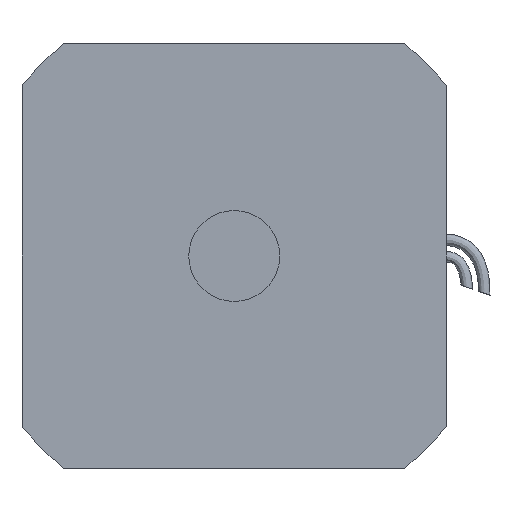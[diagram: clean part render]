
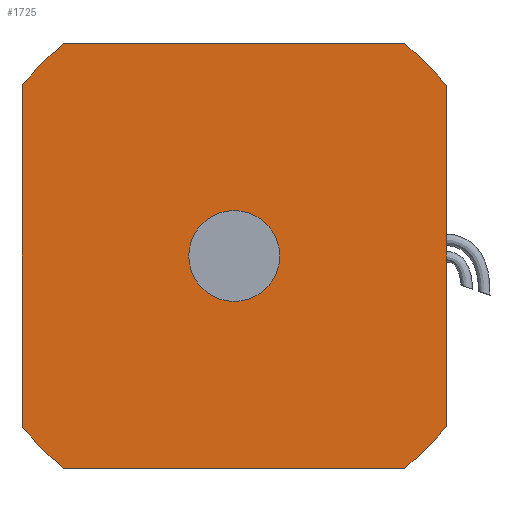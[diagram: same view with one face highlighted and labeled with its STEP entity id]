
A CAD part, front view. The second image highlights one B-rep face of the part: STEP entity #1725.
In plain terms, the highlighted planar face has unit normal (0, -1, 0).
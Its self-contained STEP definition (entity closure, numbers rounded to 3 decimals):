
#99 = DIRECTION ( 'NONE',  ( 0., 0., -1. ) ) ;
#139 = FACE_BOUND ( 'NONE', #3489, .T. ) ;
#190 = VERTEX_POINT ( 'NONE', #2248 ) ;
#245 = DIRECTION ( 'NONE',  ( 1., 0., 0. ) ) ;
#261 = CIRCLE ( 'NONE', #4019, 26.925 ) ;
#309 = EDGE_CURVE ( 'NONE', #4493, #1500, #1113, .T. ) ;
#335 = EDGE_CURVE ( 'NONE', #3672, #2282, #4290, .T. ) ;
#363 = EDGE_CURVE ( 'NONE', #2543, #2164, #1619, .T. ) ;
#366 = LINE ( 'NONE', #3297, #3062 ) ;
#399 = CARTESIAN_POINT ( 'NONE',  ( 21., 0., 16.851 ) ) ;
#443 = CIRCLE ( 'NONE', #1008, 26.925 ) ;
#453 = LINE ( 'NONE', #4091, #1290 ) ;
#494 = DIRECTION ( 'NONE',  ( 0., 0., 1. ) ) ;
#498 = EDGE_CURVE ( 'NONE', #2164, #4493, #3247, .T. ) ;
#651 = AXIS2_PLACEMENT_3D ( 'NONE', #4300, #2197, #99 ) ;
#663 = ORIENTED_EDGE ( 'NONE', *, *, #2636, .F. ) ;
#703 = DIRECTION ( 'NONE',  ( 0., 1., 0. ) ) ;
#820 = DIRECTION ( 'NONE',  ( 0., -1., 0. ) ) ;
#854 = CARTESIAN_POINT ( 'NONE',  ( 16.851, 0., -21. ) ) ;
#872 = DIRECTION ( 'NONE',  ( 0., -1., 0. ) ) ;
#881 = EDGE_CURVE ( 'NONE', #2316, #1908, #261, .T. ) ;
#1008 = AXIS2_PLACEMENT_3D ( 'NONE', #2800, #703, #3152 ) ;
#1010 = VERTEX_POINT ( 'NONE', #2737 ) ;
#1113 = CIRCLE ( 'NONE', #651, 26.925 ) ;
#1178 = CARTESIAN_POINT ( 'NONE',  ( 0., 0., 4.5 ) ) ;
#1290 = VECTOR ( 'NONE', #245, 1000. ) ;
#1377 = CARTESIAN_POINT ( 'NONE',  ( -16.851, 0., -21. ) ) ;
#1378 = VECTOR ( 'NONE', #2846, 1000. ) ;
#1421 = CARTESIAN_POINT ( 'NONE',  ( 0., 0., 0. ) ) ;
#1453 = LINE ( 'NONE', #854, #4134 ) ;
#1490 = DIRECTION ( 'NONE',  ( 0., 1., 0. ) ) ;
#1500 = VERTEX_POINT ( 'NONE', #2595 ) ;
#1619 = CIRCLE ( 'NONE', #3239, 26.925 ) ;
#1723 = CARTESIAN_POINT ( 'NONE',  ( 16.851, 0., 21. ) ) ;
#1725 = ADVANCED_FACE ( 'NONE', ( #139, #2003 ), #2624, .T. ) ;
#1752 = DIRECTION ( 'NONE',  ( 0., 0., -1. ) ) ;
#1771 = DIRECTION ( 'NONE',  ( 0., 1., 0. ) ) ;
#1825 = ORIENTED_EDGE ( 'NONE', *, *, #309, .F. ) ;
#1846 = ORIENTED_EDGE ( 'NONE', *, *, #1899, .F. ) ;
#1864 = EDGE_CURVE ( 'NONE', #1500, #2316, #1453, .T. ) ;
#1899 = EDGE_CURVE ( 'NONE', #2282, #3672, #3334, .T. ) ;
#1908 = VERTEX_POINT ( 'NONE', #2252 ) ;
#2003 = FACE_OUTER_BOUND ( 'NONE', #3807, .T. ) ;
#2021 = ORIENTED_EDGE ( 'NONE', *, *, #335, .F. ) ;
#2106 = CARTESIAN_POINT ( 'NONE',  ( 0., 0., -4.5 ) ) ;
#2164 = VERTEX_POINT ( 'NONE', #2505 ) ;
#2197 = DIRECTION ( 'NONE',  ( 0., 1., 0. ) ) ;
#2248 = CARTESIAN_POINT ( 'NONE',  ( -21., 0., 16.851 ) ) ;
#2252 = CARTESIAN_POINT ( 'NONE',  ( -21., 0., -16.851 ) ) ;
#2282 = VERTEX_POINT ( 'NONE', #1178 ) ;
#2311 = CARTESIAN_POINT ( 'NONE',  ( 21., 0., -16.851 ) ) ;
#2316 = VERTEX_POINT ( 'NONE', #1377 ) ;
#2425 = AXIS2_PLACEMENT_3D ( 'NONE', #2918, #820, #3264 ) ;
#2505 = CARTESIAN_POINT ( 'NONE',  ( 21., 0., 16.851 ) ) ;
#2543 = VERTEX_POINT ( 'NONE', #1723 ) ;
#2595 = CARTESIAN_POINT ( 'NONE',  ( 16.851, 0., -21. ) ) ;
#2624 = PLANE ( 'NONE',  #2425 ) ;
#2636 = EDGE_CURVE ( 'NONE', #190, #1010, #443, .T. ) ;
#2684 = AXIS2_PLACEMENT_3D ( 'NONE', #2967, #872, #3325 ) ;
#2737 = CARTESIAN_POINT ( 'NONE',  ( -16.851, 0., 21. ) ) ;
#2756 = AXIS2_PLACEMENT_3D ( 'NONE', #1421, #3868, #1752 ) ;
#2800 = CARTESIAN_POINT ( 'NONE',  ( 0., 0., 0. ) ) ;
#2817 = ORIENTED_EDGE ( 'NONE', *, *, #363, .F. ) ;
#2846 = DIRECTION ( 'NONE',  ( 0., 0., -1. ) ) ;
#2899 = EDGE_CURVE ( 'NONE', #1908, #190, #366, .T. ) ;
#2918 = CARTESIAN_POINT ( 'NONE',  ( 0., 0., 0. ) ) ;
#2951 = DIRECTION ( 'NONE',  ( -1., 0., 0. ) ) ;
#2967 = CARTESIAN_POINT ( 'NONE',  ( 0., 0., 0. ) ) ;
#2986 = ORIENTED_EDGE ( 'NONE', *, *, #498, .F. ) ;
#3062 = VECTOR ( 'NONE', #494, 1000. ) ;
#3152 = DIRECTION ( 'NONE',  ( 0., 0., 1. ) ) ;
#3190 = ORIENTED_EDGE ( 'NONE', *, *, #2899, .F. ) ;
#3239 = AXIS2_PLACEMENT_3D ( 'NONE', #3883, #1771, #4230 ) ;
#3247 = LINE ( 'NONE', #399, #1378 ) ;
#3264 = DIRECTION ( 'NONE',  ( 0., 0., -1. ) ) ;
#3297 = CARTESIAN_POINT ( 'NONE',  ( -21., 0., -16.851 ) ) ;
#3325 = DIRECTION ( 'NONE',  ( 0., 0., -1. ) ) ;
#3334 = CIRCLE ( 'NONE', #2684, 4.5 ) ;
#3489 = EDGE_LOOP ( 'NONE', ( #2021, #1846 ) ) ;
#3591 = CARTESIAN_POINT ( 'NONE',  ( 0., 0., 0. ) ) ;
#3672 = VERTEX_POINT ( 'NONE', #2106 ) ;
#3680 = ORIENTED_EDGE ( 'NONE', *, *, #881, .F. ) ;
#3807 = EDGE_LOOP ( 'NONE', ( #3680, #4185, #1825, #2986, #2817, #3902, #663, #3190 ) ) ;
#3868 = DIRECTION ( 'NONE',  ( 0., -1., 0. ) ) ;
#3883 = CARTESIAN_POINT ( 'NONE',  ( 0., 0., 0. ) ) ;
#3902 = ORIENTED_EDGE ( 'NONE', *, *, #4237, .F. ) ;
#3944 = DIRECTION ( 'NONE',  ( 0., 0., -1. ) ) ;
#4019 = AXIS2_PLACEMENT_3D ( 'NONE', #3591, #1490, #3944 ) ;
#4091 = CARTESIAN_POINT ( 'NONE',  ( -16.851, 0., 21. ) ) ;
#4134 = VECTOR ( 'NONE', #2951, 1000. ) ;
#4185 = ORIENTED_EDGE ( 'NONE', *, *, #1864, .F. ) ;
#4230 = DIRECTION ( 'NONE',  ( 0., 0., -1. ) ) ;
#4237 = EDGE_CURVE ( 'NONE', #1010, #2543, #453, .T. ) ;
#4290 = CIRCLE ( 'NONE', #2756, 4.5 ) ;
#4300 = CARTESIAN_POINT ( 'NONE',  ( 0., 0., 0. ) ) ;
#4493 = VERTEX_POINT ( 'NONE', #2311 ) ;
